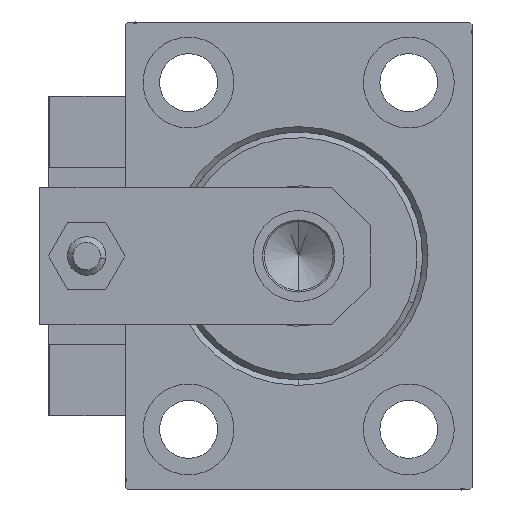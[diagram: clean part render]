
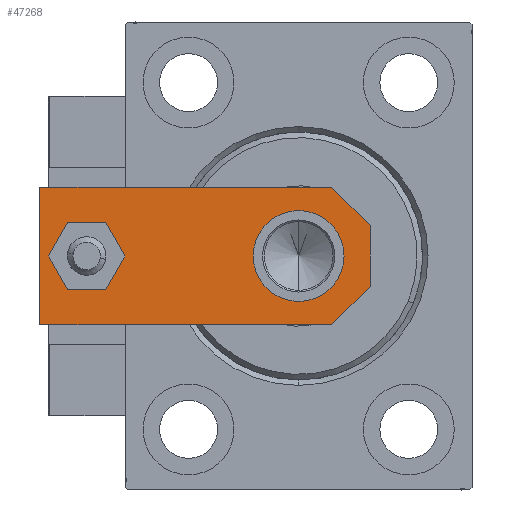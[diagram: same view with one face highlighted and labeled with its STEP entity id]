
A CAD part, left-side view. The second image highlights one B-rep face of the part: STEP entity #47268.
In plain terms, the highlighted face is planar.
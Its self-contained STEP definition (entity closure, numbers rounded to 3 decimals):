
#117 = VERTEX_POINT ( 'NONE', #3813 ) ;
#163 = DIRECTION ( 'NONE',  ( 0.707, -0.707, 0. ) ) ;
#325 = VERTEX_POINT ( 'NONE', #28543 ) ;
#353 = DIRECTION ( 'NONE',  ( 1., 0., 0. ) ) ;
#1270 = DIRECTION ( 'NONE',  ( -1., 0., 0. ) ) ;
#1505 = DIRECTION ( 'NONE',  ( 0., 0., 1. ) ) ;
#1717 = EDGE_CURVE ( 'NONE', #2106, #19186, #16745, .T. ) ;
#2106 = VERTEX_POINT ( 'NONE', #16428 ) ;
#2373 = CARTESIAN_POINT ( 'NONE',  ( -12.5, 7., 6. ) ) ;
#2741 = LINE ( 'NONE', #18462, #9136 ) ;
#3468 = EDGE_CURVE ( 'NONE', #117, #4887, #47190, .T. ) ;
#3813 = CARTESIAN_POINT ( 'NONE',  ( 4., 51.5, 6. ) ) ;
#4304 = DIRECTION ( 'NONE',  ( 1., 0., 0. ) ) ;
#4887 = VERTEX_POINT ( 'NONE', #29185 ) ;
#5571 = ORIENTED_EDGE ( 'NONE', *, *, #36693, .F. ) ;
#6442 = CARTESIAN_POINT ( 'NONE',  ( 0., 51.5, 6. ) ) ;
#6449 = VECTOR ( 'NONE', #36489, 1000. ) ;
#6579 = ORIENTED_EDGE ( 'NONE', *, *, #3468, .F. ) ;
#7928 = AXIS2_PLACEMENT_3D ( 'NONE', #43488, #20274, #4304 ) ;
#8181 = AXIS2_PLACEMENT_3D ( 'NONE', #35391, #31535, #353 ) ;
#9136 = VECTOR ( 'NONE', #25452, 1000. ) ;
#9202 = ORIENTED_EDGE ( 'NONE', *, *, #50821, .T. ) ;
#9494 = CARTESIAN_POINT ( 'NONE',  ( 0., 13., 6. ) ) ;
#11085 = EDGE_CURVE ( 'NONE', #22605, #20323, #30156, .T. ) ;
#11243 = LINE ( 'NONE', #26970, #34690 ) ;
#11469 = ORIENTED_EDGE ( 'NONE', *, *, #36110, .T. ) ;
#11624 = EDGE_LOOP ( 'NONE', ( #12642, #31864, #9202, #21280, #11469, #30815 ) ) ;
#12029 = CARTESIAN_POINT ( 'NONE',  ( 12.5, 0., 6. ) ) ;
#12642 = ORIENTED_EDGE ( 'NONE', *, *, #44901, .T. ) ;
#12669 = CARTESIAN_POINT ( 'NONE',  ( 8.25, 13., 6. ) ) ;
#13250 = VERTEX_POINT ( 'NONE', #32509 ) ;
#13401 = CARTESIAN_POINT ( 'NONE',  ( 12.5, 60., 6. ) ) ;
#13862 = VECTOR ( 'NONE', #33691, 1000. ) ;
#16323 = FACE_BOUND ( 'NONE', #22599, .T. ) ;
#16428 = CARTESIAN_POINT ( 'NONE',  ( 12.5, 60., 6. ) ) ;
#16456 = CIRCLE ( 'NONE', #47715, 8.25 ) ;
#16745 = LINE ( 'NONE', #13401, #19118 ) ;
#18462 = CARTESIAN_POINT ( 'NONE',  ( -12.5, 0., 6. ) ) ;
#19118 = VECTOR ( 'NONE', #1270, 1000. ) ;
#19186 = VERTEX_POINT ( 'NONE', #26341 ) ;
#19420 = DIRECTION ( 'NONE',  ( 0., 0., 1. ) ) ;
#20274 = DIRECTION ( 'NONE',  ( 0., 0., 1. ) ) ;
#20323 = VERTEX_POINT ( 'NONE', #22231 ) ;
#20765 = CARTESIAN_POINT ( 'NONE',  ( -12.5, 60., 6. ) ) ;
#21280 = ORIENTED_EDGE ( 'NONE', *, *, #43675, .T. ) ;
#22231 = CARTESIAN_POINT ( 'NONE',  ( -8.25, 13., 6. ) ) ;
#22599 = EDGE_LOOP ( 'NONE', ( #5571, #6579 ) ) ;
#22605 = VERTEX_POINT ( 'NONE', #12669 ) ;
#22672 = DIRECTION ( 'NONE',  ( 0., 0., 1. ) ) ;
#22969 = EDGE_CURVE ( 'NONE', #20323, #22605, #16456, .T. ) ;
#23174 = DIRECTION ( 'NONE',  ( 1., 0., 0. ) ) ;
#25452 = DIRECTION ( 'NONE',  ( 1., 0., 0. ) ) ;
#26341 = CARTESIAN_POINT ( 'NONE',  ( -12.5, 60., 6. ) ) ;
#26970 = CARTESIAN_POINT ( 'NONE',  ( -2.75, -2.75, 6. ) ) ;
#27738 = LINE ( 'NONE', #12029, #45744 ) ;
#28543 = CARTESIAN_POINT ( 'NONE',  ( -5.5, 0., 6. ) ) ;
#29026 = ORIENTED_EDGE ( 'NONE', *, *, #22969, .F. ) ;
#29185 = CARTESIAN_POINT ( 'NONE',  ( -4., 51.5, 6. ) ) ;
#29830 = EDGE_CURVE ( 'NONE', #48492, #325, #11243, .T. ) ;
#30156 = CIRCLE ( 'NONE', #7928, 8.25 ) ;
#30157 = AXIS2_PLACEMENT_3D ( 'NONE', #6442, #22672, #23174 ) ;
#30472 = VERTEX_POINT ( 'NONE', #32972 ) ;
#30815 = ORIENTED_EDGE ( 'NONE', *, *, #1717, .T. ) ;
#31535 = DIRECTION ( 'NONE',  ( 0., 0., 1. ) ) ;
#31786 = FACE_OUTER_BOUND ( 'NONE', #11624, .T. ) ;
#31864 = ORIENTED_EDGE ( 'NONE', *, *, #29830, .T. ) ;
#32509 = CARTESIAN_POINT ( 'NONE',  ( 5.5, 0., 6. ) ) ;
#32972 = CARTESIAN_POINT ( 'NONE',  ( 12.5, 7., 6. ) ) ;
#33691 = DIRECTION ( 'NONE',  ( 0.707, 0.707, 0. ) ) ;
#34690 = VECTOR ( 'NONE', #163, 1000. ) ;
#35391 = CARTESIAN_POINT ( 'NONE',  ( 0., 0., 6. ) ) ;
#36110 = EDGE_CURVE ( 'NONE', #30472, #2106, #27738, .T. ) ;
#36489 = DIRECTION ( 'NONE',  ( 0., -1., 0. ) ) ;
#36693 = EDGE_CURVE ( 'NONE', #4887, #117, #49108, .T. ) ;
#37309 = AXIS2_PLACEMENT_3D ( 'NONE', #42361, #19420, #50348 ) ;
#37552 = LINE ( 'NONE', #37804, #13862 ) ;
#37804 = CARTESIAN_POINT ( 'NONE',  ( 2.75, -2.75, 6. ) ) ;
#39020 = FACE_BOUND ( 'NONE', #47895, .T. ) ;
#39591 = LINE ( 'NONE', #20765, #6449 ) ;
#39778 = PLANE ( 'NONE',  #8181 ) ;
#42361 = CARTESIAN_POINT ( 'NONE',  ( 0., 51.5, 6. ) ) ;
#42693 = DIRECTION ( 'NONE',  ( 0., 1., 0. ) ) ;
#43488 = CARTESIAN_POINT ( 'NONE',  ( 0., 13., 6. ) ) ;
#43675 = EDGE_CURVE ( 'NONE', #13250, #30472, #37552, .T. ) ;
#43781 = DIRECTION ( 'NONE',  ( 1., 0., 0. ) ) ;
#44901 = EDGE_CURVE ( 'NONE', #19186, #48492, #39591, .T. ) ;
#45744 = VECTOR ( 'NONE', #42693, 1000. ) ;
#47190 = CIRCLE ( 'NONE', #37309, 4. ) ;
#47268 = ADVANCED_FACE ( 'NONE', ( #16323, #31786, #39020 ), #39778, .T. ) ;
#47715 = AXIS2_PLACEMENT_3D ( 'NONE', #9494, #1505, #43781 ) ;
#47895 = EDGE_LOOP ( 'NONE', ( #29026, #50216 ) ) ;
#48492 = VERTEX_POINT ( 'NONE', #2373 ) ;
#49108 = CIRCLE ( 'NONE', #30157, 4. ) ;
#50216 = ORIENTED_EDGE ( 'NONE', *, *, #11085, .F. ) ;
#50348 = DIRECTION ( 'NONE',  ( 1., 0., 0. ) ) ;
#50821 = EDGE_CURVE ( 'NONE', #325, #13250, #2741, .T. ) ;
